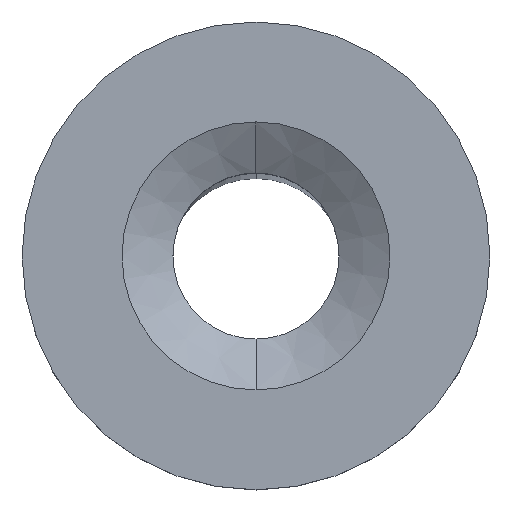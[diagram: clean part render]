
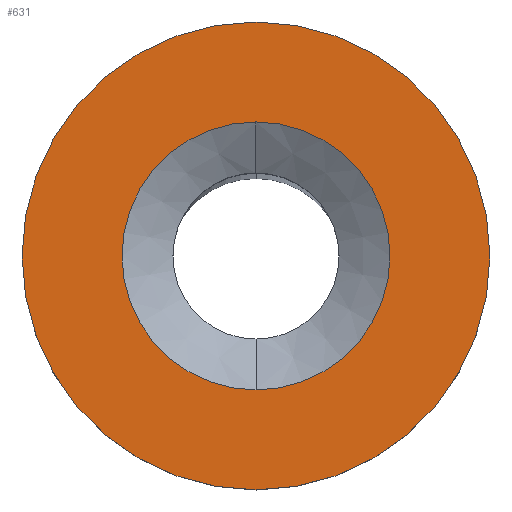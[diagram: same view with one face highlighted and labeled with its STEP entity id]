
A CAD part, top view. The second image highlights one B-rep face of the part: STEP entity #631.
In plain terms, the highlighted planar face has unit normal (0, 0, 1).
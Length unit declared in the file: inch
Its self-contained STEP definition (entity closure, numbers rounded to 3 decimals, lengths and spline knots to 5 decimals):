
#138=CARTESIAN_POINT('',(0.,0.,0.));
#139=DIRECTION('',(0.,0.,-1.));
#140=DIRECTION('',(0.,-1.,0.));
#141=AXIS2_PLACEMENT_3D('',#138,#139,#140);
#143=CARTESIAN_POINT('',(0.,0.,0.));
#144=DIRECTION('',(0.,0.,-1.));
#145=DIRECTION('',(0.,1.,0.));
#146=AXIS2_PLACEMENT_3D('',#143,#144,#145);
#148=CARTESIAN_POINT('',(0.,0.,0.));
#149=DIRECTION('',(0.,0.,1.));
#150=DIRECTION('',(0.,-1.,0.));
#151=AXIS2_PLACEMENT_3D('',#148,#149,#150);
#153=CARTESIAN_POINT('',(0.,0.,0.));
#154=DIRECTION('',(0.,0.,1.));
#155=DIRECTION('',(0.,1.,0.));
#156=AXIS2_PLACEMENT_3D('',#153,#154,#155);
#322=CARTESIAN_POINT('',(0.,0.4225,0.));
#323=VERTEX_POINT('',#322);
#324=CARTESIAN_POINT('',(0.,-0.4225,0.));
#325=VERTEX_POINT('',#324);
#326=CARTESIAN_POINT('',(0.,-0.242,0.));
#327=CARTESIAN_POINT('',(0.,0.242,0.));
#328=VERTEX_POINT('',#326);
#329=VERTEX_POINT('',#327);
#616=CARTESIAN_POINT('',(0.,0.,0.));
#617=DIRECTION('',(0.,0.,1.));
#618=DIRECTION('',(0.,-1.,0.));
#619=AXIS2_PLACEMENT_3D('',#616,#617,#618);
#620=PLANE('',#619);
#622=ORIENTED_EDGE('',*,*,#621,.T.);
#624=ORIENTED_EDGE('',*,*,#623,.T.);
#625=EDGE_LOOP('',(#622,#624));
#626=FACE_OUTER_BOUND('',#625,.F.);
#627=ORIENTED_EDGE('',*,*,#595,.T.);
#628=ORIENTED_EDGE('',*,*,#611,.T.);
#629=EDGE_LOOP('',(#627,#628));
#630=FACE_BOUND('',#629,.F.);
#631=ADVANCED_FACE('',(#626,#630),#620,.T.);
#142=CIRCLE('',#141,0.4225);
#147=CIRCLE('',#146,0.4225);
#152=CIRCLE('',#151,0.242);
#157=CIRCLE('',#156,0.242);
#595=EDGE_CURVE('',#328,#329,#152,.T.);
#611=EDGE_CURVE('',#329,#328,#157,.T.);
#621=EDGE_CURVE('',#325,#323,#142,.T.);
#623=EDGE_CURVE('',#323,#325,#147,.T.);
